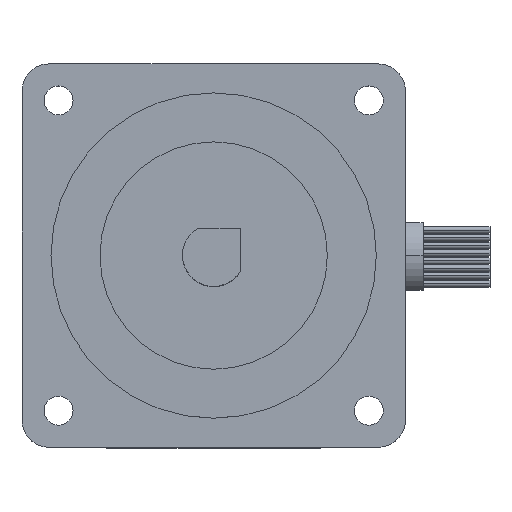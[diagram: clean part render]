
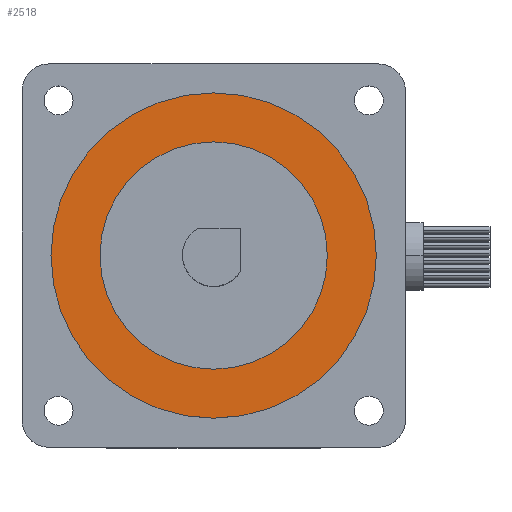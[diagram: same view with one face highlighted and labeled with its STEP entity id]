
A CAD part, top view. The second image highlights one B-rep face of the part: STEP entity #2518.
In plain terms, the highlighted planar face has unit normal (0, 0, 1).
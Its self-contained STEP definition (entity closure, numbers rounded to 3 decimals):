
#183 = FACE_OUTER_BOUND ( 'NONE', #720, .T. ) ;
#210 = PLANE ( 'NONE',  #2107 ) ;
#640 = VERTEX_POINT ( 'NONE', #1570 ) ;
#666 = CARTESIAN_POINT ( 'NONE',  ( 0., 0., 115.6 ) ) ;
#676 = VERTEX_POINT ( 'NONE', #5063 ) ;
#720 = EDGE_LOOP ( 'NONE', ( #3607, #4415 ) ) ;
#893 = AXIS2_PLACEMENT_3D ( 'NONE', #666, #4073, #1957 ) ;
#900 = ORIENTED_EDGE ( 'NONE', *, *, #4550, .F. ) ;
#1327 = EDGE_LOOP ( 'NONE', ( #900, #1613 ) ) ;
#1441 = EDGE_CURVE ( 'NONE', #4860, #640, #3601, .T. ) ;
#1447 = DIRECTION ( 'NONE',  ( 0., 0., 1. ) ) ;
#1570 = CARTESIAN_POINT ( 'NONE',  ( -36.5, 0., 115.6 ) ) ;
#1613 = ORIENTED_EDGE ( 'NONE', *, *, #2430, .F. ) ;
#1763 = CARTESIAN_POINT ( 'NONE',  ( 36.5, 0., 115.6 ) ) ;
#1769 = AXIS2_PLACEMENT_3D ( 'NONE', #2171, #3841, #3411 ) ;
#1876 = CARTESIAN_POINT ( 'NONE',  ( 25.5, 0., 115.6 ) ) ;
#1881 = DIRECTION ( 'NONE',  ( 1., 0., 0. ) ) ;
#1957 = DIRECTION ( 'NONE',  ( 1., 0., 0. ) ) ;
#2028 = CIRCLE ( 'NONE', #4032, 25.5 ) ;
#2107 = AXIS2_PLACEMENT_3D ( 'NONE', #2705, #1447, #3110 ) ;
#2171 = CARTESIAN_POINT ( 'NONE',  ( 0., 0., 115.6 ) ) ;
#2430 = EDGE_CURVE ( 'NONE', #676, #2812, #2028, .T. ) ;
#2518 = ADVANCED_FACE ( 'NONE', ( #2680, #183 ), #210, .T. ) ;
#2680 = FACE_BOUND ( 'NONE', #1327, .T. ) ;
#2701 = CARTESIAN_POINT ( 'NONE',  ( 0., 0., 115.6 ) ) ;
#2705 = CARTESIAN_POINT ( 'NONE',  ( 0., 0., 115.6 ) ) ;
#2812 = VERTEX_POINT ( 'NONE', #1876 ) ;
#3052 = CARTESIAN_POINT ( 'NONE',  ( 0., 0., 115.6 ) ) ;
#3076 = AXIS2_PLACEMENT_3D ( 'NONE', #2701, #4002, #1881 ) ;
#3110 = DIRECTION ( 'NONE',  ( 1., 0., 0. ) ) ;
#3364 = CIRCLE ( 'NONE', #1769, 25.5 ) ;
#3411 = DIRECTION ( 'NONE',  ( 1., 0., 0. ) ) ;
#3548 = DIRECTION ( 'NONE',  ( 0., 0., 1. ) ) ;
#3601 = CIRCLE ( 'NONE', #3076, 36.5 ) ;
#3607 = ORIENTED_EDGE ( 'NONE', *, *, #4411, .T. ) ;
#3841 = DIRECTION ( 'NONE',  ( 0., 0., 1. ) ) ;
#4002 = DIRECTION ( 'NONE',  ( 0., 0., 1. ) ) ;
#4032 = AXIS2_PLACEMENT_3D ( 'NONE', #3052, #3548, #4770 ) ;
#4073 = DIRECTION ( 'NONE',  ( 0., 0., 1. ) ) ;
#4411 = EDGE_CURVE ( 'NONE', #640, #4860, #5340, .T. ) ;
#4415 = ORIENTED_EDGE ( 'NONE', *, *, #1441, .T. ) ;
#4550 = EDGE_CURVE ( 'NONE', #2812, #676, #3364, .T. ) ;
#4770 = DIRECTION ( 'NONE',  ( 1., 0., 0. ) ) ;
#4860 = VERTEX_POINT ( 'NONE', #1763 ) ;
#5063 = CARTESIAN_POINT ( 'NONE',  ( -25.5, 0., 115.6 ) ) ;
#5340 = CIRCLE ( 'NONE', #893, 36.5 ) ;
